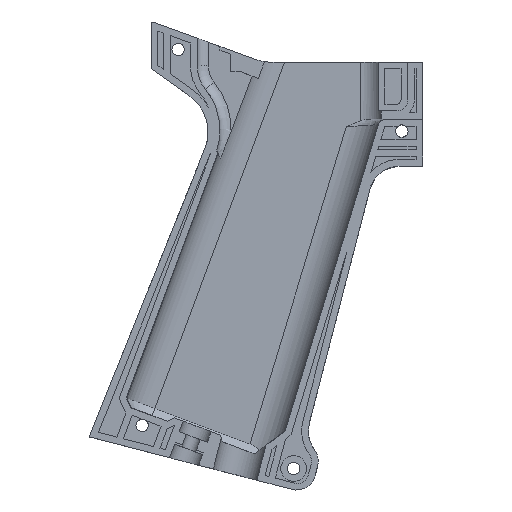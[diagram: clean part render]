
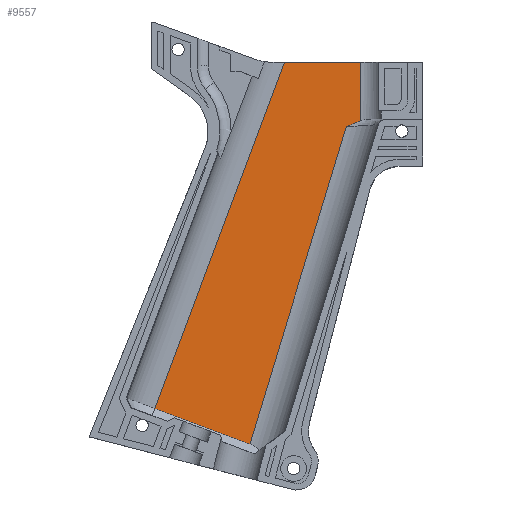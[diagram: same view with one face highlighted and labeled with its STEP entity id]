
A CAD part, left-side view. The second image highlights one B-rep face of the part: STEP entity #9557.
In plain terms, the highlighted planar face has unit normal (-1, 0, 0).
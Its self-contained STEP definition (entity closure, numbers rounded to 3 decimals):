
#173=B_SPLINE_CURVE_WITH_KNOTS('',3,(#19205,#19206,#19207,#19208,#19209,
#19210,#19211,#19212),.UNSPECIFIED.,.F.,.F.,(4,2,2,4),(-0.002,
0.,0.394,0.41),.UNSPECIFIED.);
#923=FACE_OUTER_BOUND('',#1440,.T.);
#1440=EDGE_LOOP('',(#7993,#7994,#7995,#7996,#7997,#7998));
#2374=LINE('',#18787,#3404);
#2433=LINE('',#19173,#3463);
#2436=LINE('',#19203,#3466);
#2437=LINE('',#19214,#3467);
#2438=LINE('',#19215,#3468);
#3404=VECTOR('',#12041,10.);
#3463=VECTOR('',#12190,8.);
#3466=VECTOR('',#12201,8.);
#3467=VECTOR('',#12202,6.);
#3468=VECTOR('',#12203,10.);
#4261=VERTEX_POINT('',#15284);
#4408=VERTEX_POINT('',#18785);
#4439=VERTEX_POINT('',#19172);
#4446=VERTEX_POINT('',#19202);
#4447=VERTEX_POINT('',#19204);
#4448=VERTEX_POINT('',#19213);
#5643=EDGE_CURVE('',#4408,#4261,#2374,.T.);
#5717=EDGE_CURVE('',#4439,#4261,#2433,.T.);
#5725=EDGE_CURVE('',#4446,#4408,#2436,.T.);
#5726=EDGE_CURVE('',#4446,#4447,#173,.T.);
#5727=EDGE_CURVE('',#4447,#4448,#2437,.T.);
#5728=EDGE_CURVE('',#4448,#4439,#2438,.T.);
#7993=ORIENTED_EDGE('',*,*,#5725,.F.);
#7994=ORIENTED_EDGE('',*,*,#5726,.T.);
#7995=ORIENTED_EDGE('',*,*,#5727,.T.);
#7996=ORIENTED_EDGE('',*,*,#5728,.T.);
#7997=ORIENTED_EDGE('',*,*,#5717,.T.);
#7998=ORIENTED_EDGE('',*,*,#5643,.F.);
#9113=PLANE('',#10204);
#9557=ADVANCED_FACE('',(#923),#9113,.F.);
#10204=AXIS2_PLACEMENT_3D('',#19201,#12199,#12200);
#12041=DIRECTION('',(0.,0.937,0.35));
#12190=DIRECTION('',(0.,0.35,-0.937));
#12199=DIRECTION('center_axis',(1.,0.,0.));
#12200=DIRECTION('ref_axis',(0.,1.,0.));
#12201=DIRECTION('',(0.,0.291,-0.957));
#12202=DIRECTION('',(0.,0.,1.));
#12203=DIRECTION('',(0.,1.,0.));
#15284=CARTESIAN_POINT('',(12.5,94.289,-93.765));
#18785=CARTESIAN_POINT('',(12.5,68.976,-103.233));
#18787=CARTESIAN_POINT('',(12.5,89.334,-95.618));
#19172=CARTESIAN_POINT('',(12.5,59.765,-1.465));
#19173=CARTESIAN_POINT('',(12.5,60.021,-2.149));
#19201=CARTESIAN_POINT('Origin',(12.5,67.731,-48.643));
#19202=CARTESIAN_POINT('',(12.5,43.269,-18.7));
#19203=CARTESIAN_POINT('',(12.5,50.898,-43.786));
#19204=CARTESIAN_POINT('',(12.5,39.474,-17.118));
#19205=CARTESIAN_POINT('Ctrl Pts',(12.5,43.269,-18.7));
#19206=CARTESIAN_POINT('Ctrl Pts',(12.5,43.264,-18.698));
#19207=CARTESIAN_POINT('Ctrl Pts',(12.5,43.259,-18.695));
#19208=CARTESIAN_POINT('Ctrl Pts',(12.5,42.068,-18.131));
#19209=CARTESIAN_POINT('Ctrl Pts',(12.5,40.842,-17.552));
#19210=CARTESIAN_POINT('Ctrl Pts',(12.5,39.576,-17.149));
#19211=CARTESIAN_POINT('Ctrl Pts',(12.5,39.525,-17.133));
#19212=CARTESIAN_POINT('Ctrl Pts',(12.5,39.474,-17.118));
#19213=CARTESIAN_POINT('',(12.5,39.474,-1.465));
#19214=CARTESIAN_POINT('',(12.5,39.474,-1.465));
#19215=CARTESIAN_POINT('',(12.5,62.287,-1.465));
